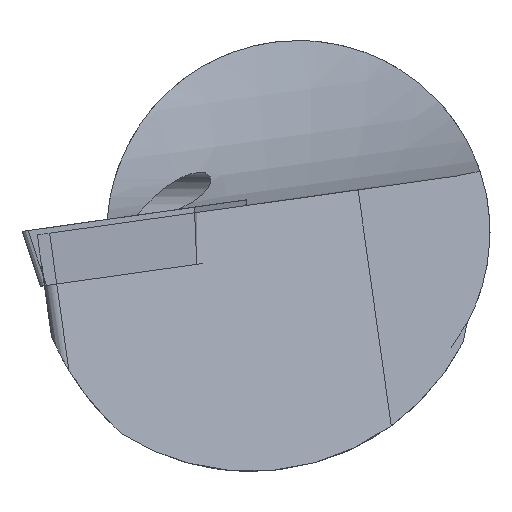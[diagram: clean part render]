
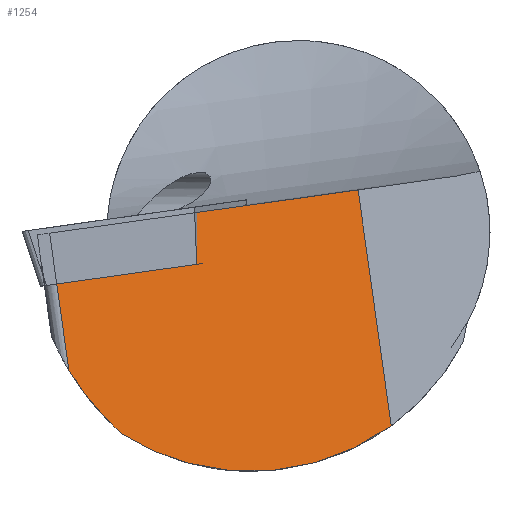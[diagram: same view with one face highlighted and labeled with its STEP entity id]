
A CAD part, front view. The second image highlights one B-rep face of the part: STEP entity #1254.
In plain terms, the highlighted face is planar.
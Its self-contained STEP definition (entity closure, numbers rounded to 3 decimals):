
#32=ELLIPSE('',#1419,11.76,11.2);
#34=ELLIPSE('',#1424,10.5,10.);
#159=LINE('',#2190,#258);
#168=LINE('',#2215,#267);
#169=LINE('',#2216,#268);
#258=VECTOR('',#1736,1000.);
#267=VECTOR('',#1755,1000.);
#268=VECTOR('',#1756,1000.);
#536=ORIENTED_EDGE('',*,*,#743,.F.);
#537=ORIENTED_EDGE('',*,*,#748,.T.);
#538=ORIENTED_EDGE('',*,*,#763,.T.);
#539=ORIENTED_EDGE('',*,*,#751,.F.);
#540=ORIENTED_EDGE('',*,*,#764,.F.);
#743=EDGE_CURVE('',#879,#880,#32,.T.);
#748=EDGE_CURVE('',#879,#882,#34,.F.);
#751=EDGE_CURVE('',#884,#885,#159,.T.);
#763=EDGE_CURVE('',#882,#885,#168,.T.);
#764=EDGE_CURVE('',#880,#884,#169,.T.);
#879=VERTEX_POINT('',#2165);
#880=VERTEX_POINT('',#2167);
#882=VERTEX_POINT('',#2185);
#884=VERTEX_POINT('',#2191);
#885=VERTEX_POINT('',#2192);
#1031=EDGE_LOOP('',(#536,#537,#538,#539,#540));
#1128=FACE_BOUND('',#1031,.T.);
#1186=PLANE('',#1432);
#1254=ADVANCED_FACE('',(#1128),#1186,.T.);
#1419=AXIS2_PLACEMENT_3D('',#2166,#1717,#1718);
#1424=AXIS2_PLACEMENT_3D('',#2184,#1728,#1729);
#1432=AXIS2_PLACEMENT_3D('',#2214,#1753,#1754);
#1717=DIRECTION('',(0.952,0.302,-0.042));
#1718=DIRECTION('',(-0.305,0.943,-0.133));
#1728=DIRECTION('',(0.952,0.302,-0.042));
#1729=DIRECTION('',(-0.305,0.943,-0.133));
#1736=DIRECTION('',(0.305,-0.943,0.133));
#1753=DIRECTION('',(-0.952,-0.302,0.042));
#1754=DIRECTION('',(-0.302,0.953,0.));
#1755=DIRECTION('',(0.,0.139,0.99));
#1756=DIRECTION('',(0.,0.139,0.99));
#2165=CARTESIAN_POINT('',(1.179,7.36,-8.442));
#2166=CARTESIAN_POINT('',(3.888,0.,0.));
#2167=CARTESIAN_POINT('',(0.589,9.592,-5.782));
#2184=CARTESIAN_POINT('',(3.254,2.,0.));
#2185=CARTESIAN_POINT('',(4.756,-3.873,-8.094));
#2190=CARTESIAN_POINT('',(2.262,5.226,0.68));
#2191=CARTESIAN_POINT('',(0.589,10.398,-0.047));
#2192=CARTESIAN_POINT('',(4.756,-2.488,1.764));
#2214=CARTESIAN_POINT('',(0.355,9.433,-12.176));
#2215=CARTESIAN_POINT('',(4.756,-4.178,-10.263));
#2216=CARTESIAN_POINT('',(0.589,8.708,-12.074));
